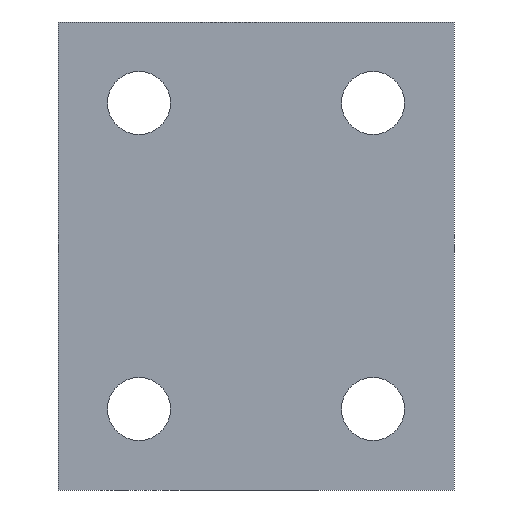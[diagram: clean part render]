
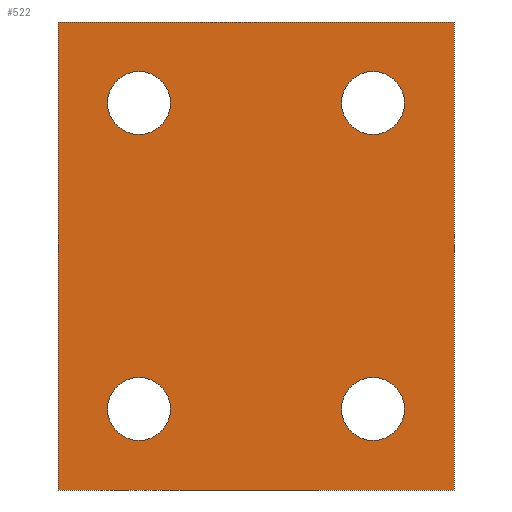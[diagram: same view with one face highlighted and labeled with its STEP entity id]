
A CAD part, front view. The second image highlights one B-rep face of the part: STEP entity #522.
In plain terms, the highlighted planar face has unit normal (0, -1, 0).
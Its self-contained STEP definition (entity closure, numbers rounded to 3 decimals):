
#1 = CARTESIAN_POINT ( 'NONE',  ( 6.5, -5.3, -6.75 ) ) ;
#3 = CIRCLE ( 'NONE', #179, 1.75 ) ;
#8 = AXIS2_PLACEMENT_3D ( 'NONE', #513, #413, #98 ) ;
#11 = CARTESIAN_POINT ( 'NONE',  ( 11., -5.3, 13. ) ) ;
#24 = ORIENTED_EDGE ( 'NONE', *, *, #469, .F. ) ;
#27 = EDGE_CURVE ( 'NONE', #596, #643, #95, .T. ) ;
#32 = VERTEX_POINT ( 'NONE', #64 ) ;
#35 = CARTESIAN_POINT ( 'NONE',  ( -11., -5.3, 13. ) ) ;
#49 = CARTESIAN_POINT ( 'NONE',  ( -6.5, -5.3, -6.75 ) ) ;
#57 = CARTESIAN_POINT ( 'NONE',  ( -11., -5.3, 13. ) ) ;
#64 = CARTESIAN_POINT ( 'NONE',  ( -6.5, -5.3, 10.25 ) ) ;
#70 = VECTOR ( 'NONE', #568, 1000. ) ;
#76 = EDGE_CURVE ( 'NONE', #493, #441, #355, .T. ) ;
#84 = DIRECTION ( 'NONE',  ( 0., -1., 0. ) ) ;
#86 = VERTEX_POINT ( 'NONE', #163 ) ;
#93 = LINE ( 'NONE', #35, #444 ) ;
#95 = CIRCLE ( 'NONE', #203, 1.75 ) ;
#98 = DIRECTION ( 'NONE',  ( 0., 0., 1. ) ) ;
#100 = CARTESIAN_POINT ( 'NONE',  ( 6.5, -5.3, -10.25 ) ) ;
#107 = VECTOR ( 'NONE', #519, 1000. ) ;
#111 = VERTEX_POINT ( 'NONE', #632 ) ;
#112 = DIRECTION ( 'NONE',  ( 0., 0., 1. ) ) ;
#127 = ORIENTED_EDGE ( 'NONE', *, *, #187, .F. ) ;
#131 = CARTESIAN_POINT ( 'NONE',  ( 6.5, -5.3, 8.5 ) ) ;
#146 = CARTESIAN_POINT ( 'NONE',  ( 6.5, -5.3, -8.5 ) ) ;
#147 = CARTESIAN_POINT ( 'NONE',  ( -11., -5.3, 13. ) ) ;
#163 = CARTESIAN_POINT ( 'NONE',  ( 11., -5.3, 13. ) ) ;
#168 = EDGE_CURVE ( 'NONE', #643, #596, #3, .T. ) ;
#170 = CARTESIAN_POINT ( 'NONE',  ( 6.5, -5.3, 8.5 ) ) ;
#179 = AXIS2_PLACEMENT_3D ( 'NONE', #131, #438, #593 ) ;
#182 = CARTESIAN_POINT ( 'NONE',  ( -6.5, -5.3, -8.5 ) ) ;
#184 = VECTOR ( 'NONE', #329, 1000. ) ;
#187 = EDGE_CURVE ( 'NONE', #111, #485, #556, .T. ) ;
#195 = CARTESIAN_POINT ( 'NONE',  ( -11., -5.3, -13. ) ) ;
#202 = DIRECTION ( 'NONE',  ( 0., -1., 0. ) ) ;
#203 = AXIS2_PLACEMENT_3D ( 'NONE', #170, #435, #629 ) ;
#204 = DIRECTION ( 'NONE',  ( 0., 0., 1. ) ) ;
#205 = LINE ( 'NONE', #57, #70 ) ;
#209 = CARTESIAN_POINT ( 'NONE',  ( 6.5, -5.3, 6.75 ) ) ;
#215 = EDGE_LOOP ( 'NONE', ( #588, #127 ) ) ;
#246 = CARTESIAN_POINT ( 'NONE',  ( -6.5, -5.3, 8.5 ) ) ;
#263 = FACE_BOUND ( 'NONE', #476, .T. ) ;
#265 = VERTEX_POINT ( 'NONE', #496 ) ;
#287 = FACE_BOUND ( 'NONE', #650, .T. ) ;
#290 = DIRECTION ( 'NONE',  ( 0., -1., 0. ) ) ;
#298 = ORIENTED_EDGE ( 'NONE', *, *, #76, .T. ) ;
#302 = CIRCLE ( 'NONE', #612, 1.75 ) ;
#308 = CARTESIAN_POINT ( 'NONE',  ( -6.5, -5.3, -8.5 ) ) ;
#310 = CIRCLE ( 'NONE', #511, 1.75 ) ;
#313 = ORIENTED_EDGE ( 'NONE', *, *, #365, .F. ) ;
#318 = EDGE_CURVE ( 'NONE', #383, #32, #415, .T. ) ;
#325 = ORIENTED_EDGE ( 'NONE', *, *, #318, .F. ) ;
#329 = DIRECTION ( 'NONE',  ( 1., 0., 0. ) ) ;
#336 = EDGE_LOOP ( 'NONE', ( #298, #425, #313, #342 ) ) ;
#337 = AXIS2_PLACEMENT_3D ( 'NONE', #182, #84, #638 ) ;
#342 = ORIENTED_EDGE ( 'NONE', *, *, #658, .T. ) ;
#354 = CIRCLE ( 'NONE', #459, 1.75 ) ;
#355 = LINE ( 'NONE', #478, #184 ) ;
#365 = EDGE_CURVE ( 'NONE', #265, #86, #93, .T. ) ;
#369 = FACE_OUTER_BOUND ( 'NONE', #336, .T. ) ;
#371 = CARTESIAN_POINT ( 'NONE',  ( 6.5, -5.3, 10.25 ) ) ;
#383 = VERTEX_POINT ( 'NONE', #450 ) ;
#413 = DIRECTION ( 'NONE',  ( 0., -1., 0. ) ) ;
#415 = CIRCLE ( 'NONE', #480, 1.75 ) ;
#424 = ORIENTED_EDGE ( 'NONE', *, *, #649, .F. ) ;
#425 = ORIENTED_EDGE ( 'NONE', *, *, #624, .F. ) ;
#430 = DIRECTION ( 'NONE',  ( 0., -1., 0. ) ) ;
#435 = DIRECTION ( 'NONE',  ( 0., -1., 0. ) ) ;
#438 = DIRECTION ( 'NONE',  ( 0., -1., 0. ) ) ;
#441 = VERTEX_POINT ( 'NONE', #504 ) ;
#444 = VECTOR ( 'NONE', #454, 1000. ) ;
#448 = EDGE_CURVE ( 'NONE', #485, #111, #354, .T. ) ;
#450 = CARTESIAN_POINT ( 'NONE',  ( -6.5, -5.3, 6.75 ) ) ;
#453 = ORIENTED_EDGE ( 'NONE', *, *, #515, .F. ) ;
#454 = DIRECTION ( 'NONE',  ( 1., 0., 0. ) ) ;
#457 = DIRECTION ( 'NONE',  ( 0., -1., 0. ) ) ;
#459 = AXIS2_PLACEMENT_3D ( 'NONE', #308, #202, #657 ) ;
#467 = VERTEX_POINT ( 'NONE', #100 ) ;
#468 = CARTESIAN_POINT ( 'NONE',  ( 6.5, -5.3, -8.5 ) ) ;
#469 = EDGE_CURVE ( 'NONE', #564, #467, #302, .T. ) ;
#476 = EDGE_LOOP ( 'NONE', ( #24, #424 ) ) ;
#478 = CARTESIAN_POINT ( 'NONE',  ( -11., -5.3, -13. ) ) ;
#480 = AXIS2_PLACEMENT_3D ( 'NONE', #246, #290, #647 ) ;
#482 = CIRCLE ( 'NONE', #8, 1.75 ) ;
#485 = VERTEX_POINT ( 'NONE', #49 ) ;
#493 = VERTEX_POINT ( 'NONE', #195 ) ;
#496 = CARTESIAN_POINT ( 'NONE',  ( -11., -5.3, 13. ) ) ;
#498 = FACE_BOUND ( 'NONE', #215, .T. ) ;
#504 = CARTESIAN_POINT ( 'NONE',  ( 11., -5.3, -13. ) ) ;
#507 = FACE_BOUND ( 'NONE', #508, .T. ) ;
#508 = EDGE_LOOP ( 'NONE', ( #453, #325 ) ) ;
#510 = DIRECTION ( 'NONE',  ( 0., 1., 0. ) ) ;
#511 = AXIS2_PLACEMENT_3D ( 'NONE', #468, #430, #112 ) ;
#513 = CARTESIAN_POINT ( 'NONE',  ( -6.5, -5.3, 8.5 ) ) ;
#515 = EDGE_CURVE ( 'NONE', #32, #383, #482, .T. ) ;
#519 = DIRECTION ( 'NONE',  ( 0., 0., -1. ) ) ;
#522 = ADVANCED_FACE ( 'NONE', ( #263, #287, #507, #498, #369 ), #663, .F. ) ;
#532 = ORIENTED_EDGE ( 'NONE', *, *, #27, .F. ) ;
#556 = CIRCLE ( 'NONE', #337, 1.75 ) ;
#564 = VERTEX_POINT ( 'NONE', #1 ) ;
#568 = DIRECTION ( 'NONE',  ( 0., 0., -1. ) ) ;
#585 = LINE ( 'NONE', #11, #107 ) ;
#588 = ORIENTED_EDGE ( 'NONE', *, *, #448, .F. ) ;
#593 = DIRECTION ( 'NONE',  ( 0., 0., 1. ) ) ;
#596 = VERTEX_POINT ( 'NONE', #371 ) ;
#612 = AXIS2_PLACEMENT_3D ( 'NONE', #146, #457, #661 ) ;
#624 = EDGE_CURVE ( 'NONE', #86, #441, #585, .T. ) ;
#629 = DIRECTION ( 'NONE',  ( 0., 0., 1. ) ) ;
#632 = CARTESIAN_POINT ( 'NONE',  ( -6.5, -5.3, -10.25 ) ) ;
#638 = DIRECTION ( 'NONE',  ( 0., 0., 1. ) ) ;
#643 = VERTEX_POINT ( 'NONE', #209 ) ;
#647 = DIRECTION ( 'NONE',  ( 0., 0., 1. ) ) ;
#648 = ORIENTED_EDGE ( 'NONE', *, *, #168, .F. ) ;
#649 = EDGE_CURVE ( 'NONE', #467, #564, #310, .T. ) ;
#650 = EDGE_LOOP ( 'NONE', ( #532, #648 ) ) ;
#657 = DIRECTION ( 'NONE',  ( 0., 0., 1. ) ) ;
#658 = EDGE_CURVE ( 'NONE', #265, #493, #205, .T. ) ;
#660 = AXIS2_PLACEMENT_3D ( 'NONE', #147, #510, #204 ) ;
#661 = DIRECTION ( 'NONE',  ( 0., 0., 1. ) ) ;
#663 = PLANE ( 'NONE',  #660 ) ;
